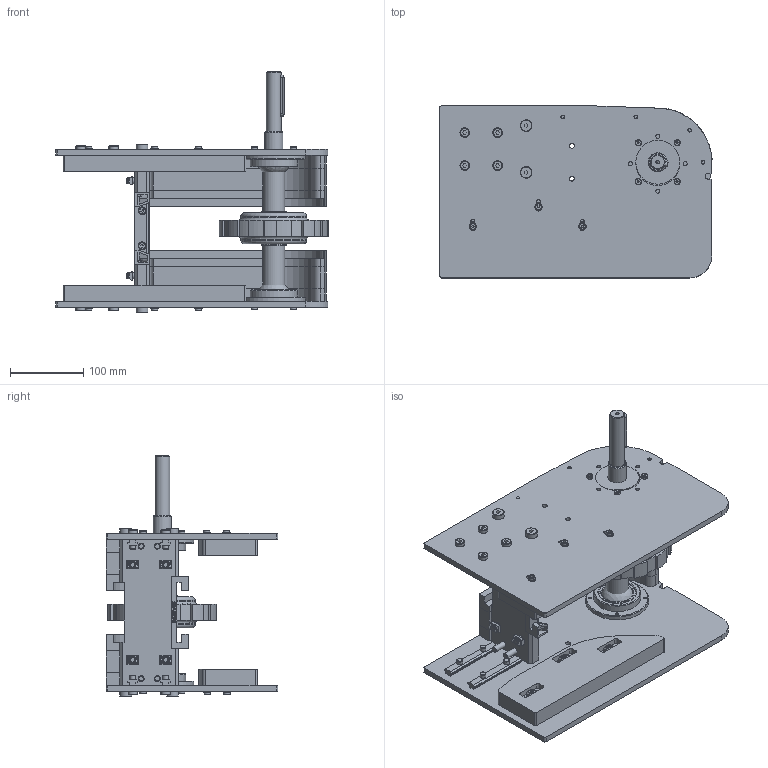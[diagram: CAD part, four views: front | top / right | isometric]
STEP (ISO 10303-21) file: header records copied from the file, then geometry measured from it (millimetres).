
FILE_DESCRIPTION(/* description */ ('ohne Motor'),/* implementation_level */ '2;1');
FILE_NAME(/* name */ '291496-0.step',/* time_stamp */ '2021-09-06T09:53:32+02:00',/* author */ ('MuellerJ'),/* organization */ (''),/* preprocessor_version */ 'ST-DEVELOPER v18.1',/* originating_system */ 'Autodesk Inventor 2021',/* authorisation */ '');
FILE_SCHEMA (('AUTOMOTIVE_DESIGN { 1 0 10303 214 3 1 1 }'));
Length unit declared in the file: millimetre
Products named in the file (28): MTW_1-00013692; MTW_1-00013558; 29-0743-0FZ.000; leer; leer_1; leer_2; leer_3; 29-1421-0FZ.000; leer_4; leer_5; 21-1029-1FZ.001; MTW_1-00013512; MTW_1-00013504; MTW_1-00013553; leer_6; MTW_1-00013528; 21-1351-0FZ.004; leer_7; leer_8; Shoulder screw ISO 7379-10-M8-20; leer_9; 29-1391-0FZ.001; MTW_1-00013494; MTW_1-00013495; leer_10; MTW_1-00126777; 29-1483-0; leer_11
Assembly tree (94 placements, depth 2):
  MTW_1-00013692
    MTW_1-00013558  x2
    29-0743-0FZ.000  x2
    leer  x2
    leer_1  x2
    leer_2
    leer_3
    29-1421-0FZ.000
    leer_4  x16
    leer_5  x8
    21-1029-1FZ.001  x4
    MTW_1-00013512
    MTW_1-00013504
    leer_7  x6
    leer_8  x6
    21-1351-0FZ.004  x6
    MTW_1-00013553
    leer_6  x4
    MTW_1-00013528  x2
    Shoulder screw ISO 7379-10-M8-20  x4
    leer_9
    29-1391-0FZ.001  x8
    MTW_1-00013494  x2
    MTW_1-00013495  x2
    leer_10  x4
    MTW_1-00126777  x4
    29-1483-0
    leer_11  x2
Bounding box: 372.4 x 235 x 329.5 mm (x, y, z)
Volume: 4039197.2 mm3; surface area: 937254.1 mm2
Topology: 94 solids, 96 shells, 2807 faces, 7439 edges, 4921 vertices
Faces by surface type: plane 1778, cylinder 619, cone 218, torus 130, sphere 60, bspline 2
Full cylindrical faces by diameter (mm): 2 x4, 4.134 x30, 4.917 x3, 5 x30, 5.3 x6, 5.5 x24, 6 x6, 6.6 x6, 6.647 x16, 8 x20, 8.2 x8, 8.376 x4, 8.5 x22, 9 x4, 9.6 x4, 10 x36, 10.4 x16, 11 x6, 13 x16, 15 x4, 16 x4, 20 x1, 25 x4, 26 x2, 28.6 x2, 30 x3, 32.9 x10, 33.5 x4, 45.15 x4, 46 x2
Entity records: 49428 total; most frequent: CARTESIAN_POINT 8866, DIRECTION 8121, ORIENTED_EDGE 8084, EDGE_CURVE 4042, LINE 3049, VECTOR 3049, VERTEX_POINT 2720, AXIS2_PLACEMENT_3D 2536
